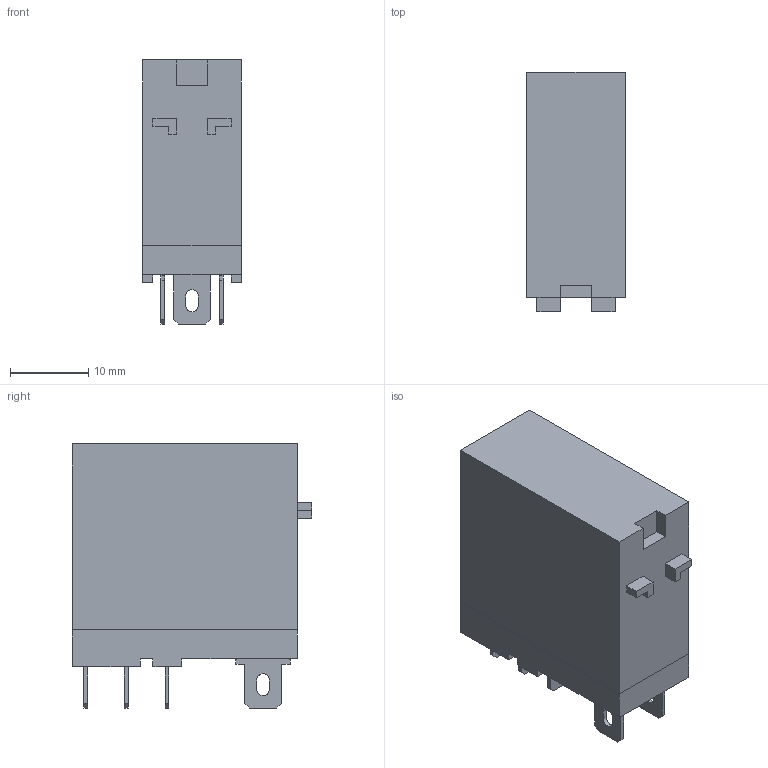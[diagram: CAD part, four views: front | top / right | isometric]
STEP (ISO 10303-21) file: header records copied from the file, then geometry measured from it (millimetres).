
FILE_DESCRIPTION((''),'2;1');
FILE_NAME('SB110878_3D-SIMPLIFIED_ASM','2014-01-23T',('FBon'),(''),'PRO/ENGINEER BY PARAMETRIC TECHNOLOGY CORPORATION, 2009280','PRO/ENGINEER BY PARAMETRIC TECHNOLOGY CORPORATION, 2009280','');
FILE_SCHEMA(('CONFIG_CONTROL_DESIGN'));
Length unit declared in the file: millimetre
Products named in the file (4): CORPUS; BACK; SB110880_SIMPLIFIED_ASM; SB110878_3D-SIMPLIFIED_ASM
Assembly tree (3 placements, depth 3):
  SB110878_3D-SIMPLIFIED_ASM
    SB110880_SIMPLIFIED_ASM
      CORPUS
      BACK
Bounding box: 12.6 x 30.6 x 33.82 mm (x, y, z)
Volume: 9781.5 mm3; surface area: 4257.8 mm2
Topology: 2 solids, 2 shells, 131 faces, 360 edges, 240 vertices
Faces by surface type: plane 121, cylinder 10
Entity records: 4244 total; most frequent: CARTESIAN_POINT 740, ORIENTED_EDGE 720, DIRECTION 660, EDGE_CURVE 360, VECTOR 340, LINE 340, VERTEX_POINT 240, AXIS2_PLACEMENT_3D 160
